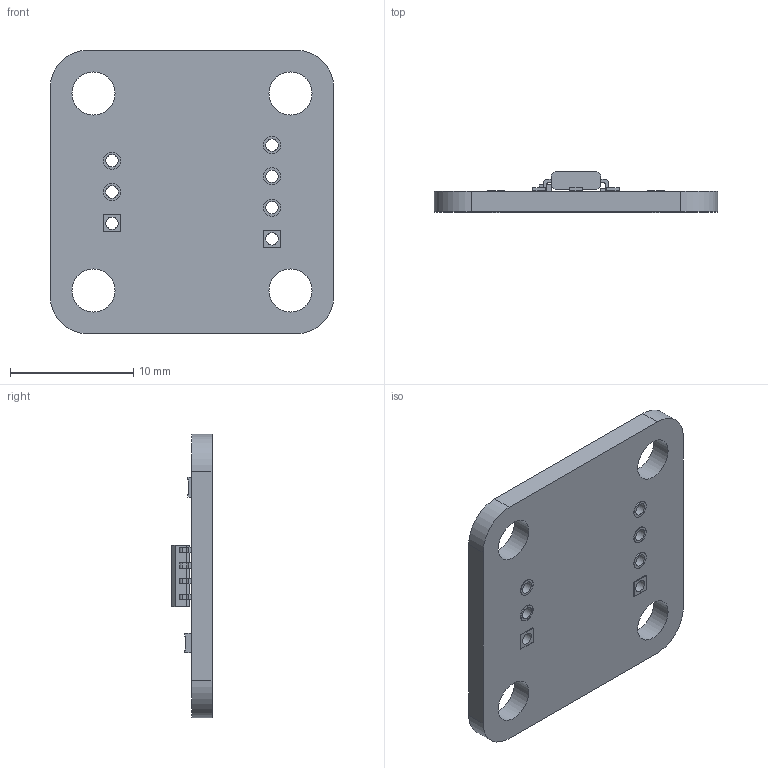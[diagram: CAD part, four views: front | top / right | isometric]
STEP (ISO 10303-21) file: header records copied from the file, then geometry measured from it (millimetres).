
FILE_DESCRIPTION(/* description */ ('STEP AP242','CAx-IF Rec.Pracs.---Representation and Presentation of Product Manufacturing Information (PMI)---4.0---2014-10-13','CAx-IF Rec.Pracs.---3D Tessellated Geometry---0.4---2014-09-14','2;1'),/* implementation_level */ '2;1');
FILE_NAME(/* name */ '669e543776ad9236a7e45e81',/* time_stamp */ '2024-07-22T12:44:40Z',/* author */ (''),/* organization */ (''),/* preprocessor_version */ 'ST-DEVELOPER v20',/* originating_system */ ' ',/* authorisation */ ' ');
FILE_SCHEMA (('AP242_MANAGED_MODEL_BASED_3D_ENGINEERING_MIM_LF { 1 0 10303 442 1 1 4 }'));
Length unit declared in the file: metre
Products named in the file (1): Part 1
Bounding box: 23 x 3.35 x 23 mm (x, y, z)
Volume: 822.5 mm3; surface area: 1309.9 mm2
Topology: 1 solids, 1 shells, 309 faces, 852 edges, 572 vertices
Faces by surface type: plane 249, cylinder 60
Full cylindrical faces by diameter (mm): 0.5 x1, 1 x7, 1.006 x2, 1.4 x10, 3.5 x4
Entity records: 11749 total; most frequent: CARTESIAN_POINT 1686, ORIENTED_EDGE 1632, DIRECTION 1556, EDGE_CURVE 816, LINE 696, VECTOR 696, VERTEX_POINT 560, AXIS2_PLACEMENT_3D 430
